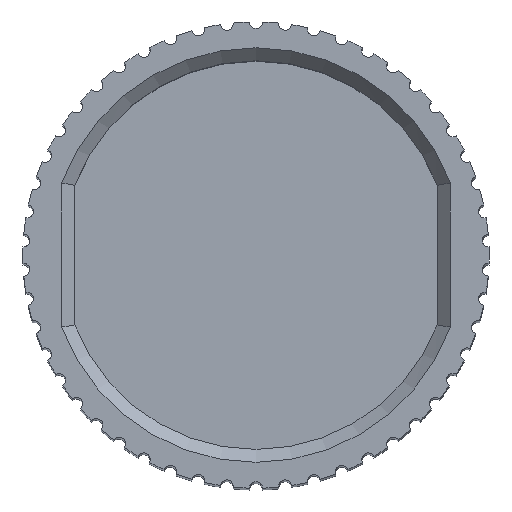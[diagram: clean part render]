
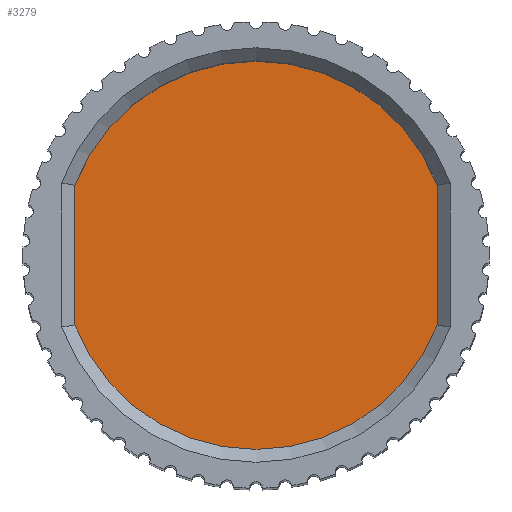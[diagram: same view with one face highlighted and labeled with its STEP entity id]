
A CAD part, top view. The second image highlights one B-rep face of the part: STEP entity #3279.
In plain terms, the highlighted planar face has unit normal (0, 0, 1).
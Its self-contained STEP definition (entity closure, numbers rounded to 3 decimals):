
#45 = ORIENTED_EDGE ( 'NONE', *, *, #1194, .T. ) ;
#105 = CARTESIAN_POINT ( 'NONE',  ( -7., -2.693, 70. ) ) ;
#140 = EDGE_CURVE ( 'NONE', #3536, #2518, #1141, .T. ) ;
#145 = DIRECTION ( 'NONE',  ( 0., 1., 0. ) ) ;
#160 = EDGE_CURVE ( 'NONE', #2234, #3536, #1494, .T. ) ;
#352 = DIRECTION ( 'NONE',  ( 0., 0., 1. ) ) ;
#642 = DIRECTION ( 'NONE',  ( 0., 0., 1. ) ) ;
#952 = CARTESIAN_POINT ( 'NONE',  ( 0., 0., 70. ) ) ;
#1141 = CIRCLE ( 'NONE', #5076, 7.5 ) ;
#1176 = CARTESIAN_POINT ( 'NONE',  ( -7., 2.693, 70. ) ) ;
#1194 = EDGE_CURVE ( 'NONE', #2487, #2234, #1910, .T. ) ;
#1445 = DIRECTION ( 'NONE',  ( 1., 0., 0. ) ) ;
#1487 = FACE_OUTER_BOUND ( 'NONE', #4810, .T. ) ;
#1494 = LINE ( 'NONE', #3086, #4834 ) ;
#1545 = CARTESIAN_POINT ( 'NONE',  ( 0., 0., 70. ) ) ;
#1802 = CARTESIAN_POINT ( 'NONE',  ( 7., -2.693, 70. ) ) ;
#1910 = CIRCLE ( 'NONE', #3659, 7.5 ) ;
#1915 = AXIS2_PLACEMENT_3D ( 'NONE', #3865, #3838, #2331 ) ;
#1960 = ORIENTED_EDGE ( 'NONE', *, *, #4984, .T. ) ;
#2234 = VERTEX_POINT ( 'NONE', #1176 ) ;
#2331 = DIRECTION ( 'NONE',  ( 1., 0., 0. ) ) ;
#2487 = VERTEX_POINT ( 'NONE', #3761 ) ;
#2518 = VERTEX_POINT ( 'NONE', #1802 ) ;
#2666 = PLANE ( 'NONE',  #1915 ) ;
#3086 = CARTESIAN_POINT ( 'NONE',  ( -7., 2.693, 70. ) ) ;
#3279 = ADVANCED_FACE ( 'NONE', ( #1487 ), #2666, .T. ) ;
#3536 = VERTEX_POINT ( 'NONE', #105 ) ;
#3659 = AXIS2_PLACEMENT_3D ( 'NONE', #952, #642, #1445 ) ;
#3761 = CARTESIAN_POINT ( 'NONE',  ( 7., 2.693, 70. ) ) ;
#3838 = DIRECTION ( 'NONE',  ( 0., 0., 1. ) ) ;
#3865 = CARTESIAN_POINT ( 'NONE',  ( 0., 0., 70. ) ) ;
#3922 = DIRECTION ( 'NONE',  ( 1., 0., 0. ) ) ;
#4357 = VECTOR ( 'NONE', #145, 1000. ) ;
#4444 = ORIENTED_EDGE ( 'NONE', *, *, #140, .T. ) ;
#4469 = LINE ( 'NONE', #4571, #4357 ) ;
#4571 = CARTESIAN_POINT ( 'NONE',  ( 7., 2.693, 70. ) ) ;
#4695 = DIRECTION ( 'NONE',  ( 0., -1., 0. ) ) ;
#4810 = EDGE_LOOP ( 'NONE', ( #4444, #1960, #45, #5050 ) ) ;
#4834 = VECTOR ( 'NONE', #4695, 1000. ) ;
#4984 = EDGE_CURVE ( 'NONE', #2518, #2487, #4469, .T. ) ;
#5050 = ORIENTED_EDGE ( 'NONE', *, *, #160, .T. ) ;
#5076 = AXIS2_PLACEMENT_3D ( 'NONE', #1545, #352, #3922 ) ;
